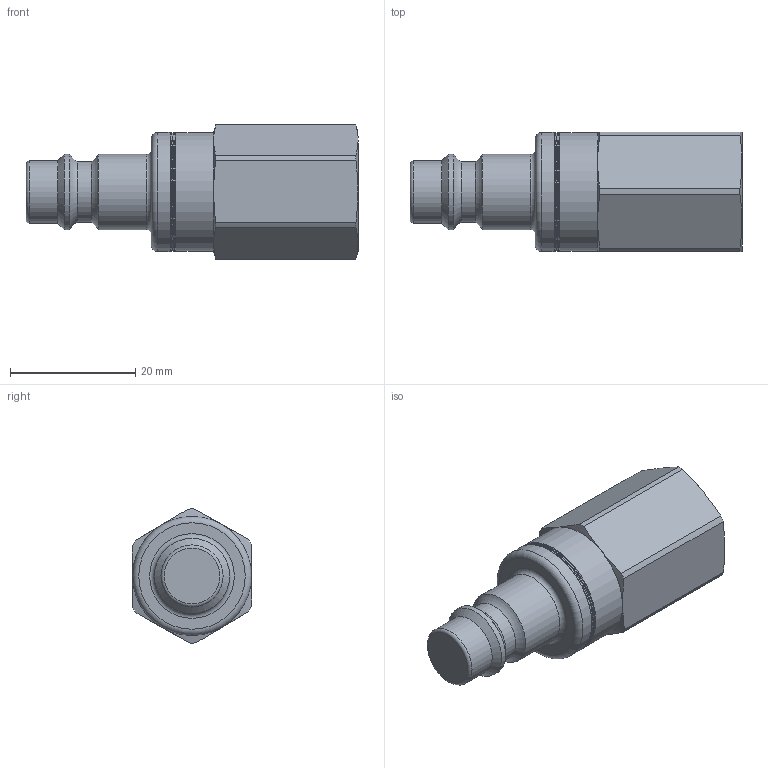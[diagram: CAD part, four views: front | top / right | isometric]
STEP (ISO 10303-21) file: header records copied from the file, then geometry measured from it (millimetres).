
FILE_DESCRIPTION((''),'2;1');
FILE_NAME('25SLIW17RVX.stp','2014-10-10T15:53:28',('SSC01480'),(''),'Autodesk Inventor 2013','Autodesk Inventor 2013','');
FILE_SCHEMA(('AUTOMOTIVE_DESIGN { 1 0 10303 214 1 1 1 1 }'));
Length unit declared in the file: millimetre
Products named in the file (1): D112163
Bounding box: 53 x 19.1 x 21.4 mm (x, y, z)
Volume: 9889.7 mm3; surface area: 5077.6 mm2
Topology: 1 solids, 4 shells, 62 faces, 133 edges, 80 vertices
Faces by surface type: cylinder 21, cone 19, plane 15, torus 7
Full cylindrical faces by diameter (mm): 7.85 x1, 9.75 x1, 9.9 x1, 12 x2, 14 x1, 14.5 x1, 14.95 x1, 15.1 x1, 16 x2, 18.95 x3, 19 x1
Entity records: 1503 total; most frequent: CARTESIAN_POINT 261, DIRECTION 258, ORIENTED_EDGE 180, AXIS2_PLACEMENT_3D 123, EDGE_LOOP 104, EDGE_CURVE 90, VERTEX_POINT 72, FACE_OUTER_BOUND 62
